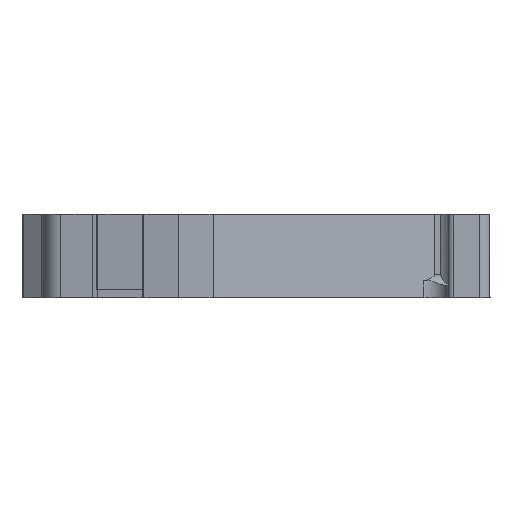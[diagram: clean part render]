
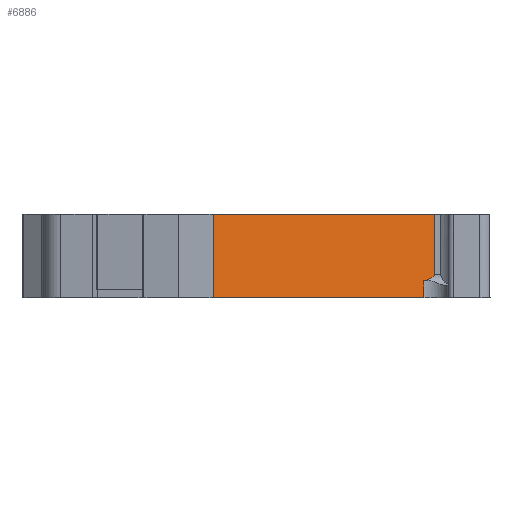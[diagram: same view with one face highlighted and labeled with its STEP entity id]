
A CAD part, left-side view. The second image highlights one B-rep face of the part: STEP entity #6886.
In plain terms, the highlighted planar face has unit normal (-0.985, -0.175, 0).
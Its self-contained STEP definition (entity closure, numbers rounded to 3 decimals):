
#12 = VECTOR ( 'NONE', #6251, 1000. ) ;
#196 = CARTESIAN_POINT ( 'NONE',  ( -27.82, 28.857, 57.448 ) ) ;
#261 = VERTEX_POINT ( 'NONE', #4272 ) ;
#374 = LINE ( 'NONE', #8896, #2248 ) ;
#555 = VECTOR ( 'NONE', #9555, 1000. ) ;
#700 = VECTOR ( 'NONE', #5836, 1000. ) ;
#839 = ORIENTED_EDGE ( 'NONE', *, *, #6086, .T. ) ;
#949 = CARTESIAN_POINT ( 'NONE',  ( -31.407, 49.083, 63.822 ) ) ;
#1043 = DIRECTION ( 'NONE',  ( -0.175, 0.985, 0. ) ) ;
#1093 = CARTESIAN_POINT ( 'NONE',  ( -27.639, 27.836, 58.022 ) ) ;
#1385 = CARTESIAN_POINT ( 'NONE',  ( -27.639, 27.836, 63.822 ) ) ;
#1401 = EDGE_LOOP ( 'NONE', ( #8860, #5920, #8164, #8608, #839, #6159 ) ) ;
#1532 = VERTEX_POINT ( 'NONE', #7659 ) ;
#1586 = DIRECTION ( 'NONE',  ( 0., 0., 1. ) ) ;
#2248 = VECTOR ( 'NONE', #1586, 1000. ) ;
#2346 = VERTEX_POINT ( 'NONE', #7106 ) ;
#2881 = CARTESIAN_POINT ( 'NONE',  ( -31.407, 49.083, 55.822 ) ) ;
#3151 = EDGE_CURVE ( 'NONE', #261, #1532, #6535, .T. ) ;
#3292 = LINE ( 'NONE', #3573, #555 ) ;
#3367 = CARTESIAN_POINT ( 'NONE',  ( -27.702, 28.187, 57.617 ) ) ;
#3573 = CARTESIAN_POINT ( 'NONE',  ( -27.639, 27.836, 63.822 ) ) ;
#3691 = EDGE_CURVE ( 'NONE', #7087, #2346, #8315, .T. ) ;
#3727 = VECTOR ( 'NONE', #9323, 1000. ) ;
#4046 = LINE ( 'NONE', #6318, #12 ) ;
#4150 = CARTESIAN_POINT ( 'NONE',  ( -31.407, 49.083, 63.822 ) ) ;
#4272 = CARTESIAN_POINT ( 'NONE',  ( -31.407, 49.083, 55.822 ) ) ;
#4585 = EDGE_CURVE ( 'NONE', #1532, #6497, #4046, .T. ) ;
#4607 = CARTESIAN_POINT ( 'NONE',  ( -27.82, 28.857, 55.822 ) ) ;
#4701 = FACE_OUTER_BOUND ( 'NONE', #1401, .T. ) ;
#5051 = EDGE_CURVE ( 'NONE', #8326, #2346, #374, .T. ) ;
#5110 = CARTESIAN_POINT ( 'NONE',  ( -27.639, 27.836, 58.022 ) ) ;
#5836 = DIRECTION ( 'NONE',  ( 0.175, -0.985, 0. ) ) ;
#5874 = LINE ( 'NONE', #2881, #700 ) ;
#5920 = ORIENTED_EDGE ( 'NONE', *, *, #7103, .F. ) ;
#6086 = EDGE_CURVE ( 'NONE', #261, #8326, #5874, .T. ) ;
#6159 = ORIENTED_EDGE ( 'NONE', *, *, #5051, .T. ) ;
#6251 = DIRECTION ( 'NONE',  ( 0.175, -0.985, 0. ) ) ;
#6318 = CARTESIAN_POINT ( 'NONE',  ( -31.407, 49.083, 63.822 ) ) ;
#6347 = CARTESIAN_POINT ( 'NONE',  ( -27.639, 27.836, 57.815 ) ) ;
#6497 = VERTEX_POINT ( 'NONE', #1385 ) ;
#6535 = LINE ( 'NONE', #949, #3727 ) ;
#6886 = ADVANCED_FACE ( 'NONE', ( #4701 ), #7770, .F. ) ;
#7087 = VERTEX_POINT ( 'NONE', #5110 ) ;
#7103 = EDGE_CURVE ( 'NONE', #6497, #7087, #3292, .T. ) ;
#7106 = CARTESIAN_POINT ( 'NONE',  ( -27.82, 28.857, 57.448 ) ) ;
#7215 = AXIS2_PLACEMENT_3D ( 'NONE', #4150, #9273, #1043 ) ;
#7659 = CARTESIAN_POINT ( 'NONE',  ( -31.407, 49.083, 63.822 ) ) ;
#7770 = PLANE ( 'NONE',  #7215 ) ;
#8164 = ORIENTED_EDGE ( 'NONE', *, *, #4585, .F. ) ;
#8315 =( BOUNDED_CURVE ( )  B_SPLINE_CURVE ( 3, ( #1093, #6347, #3367, #196 ),
 .UNSPECIFIED., .F., .T. ) 
 B_SPLINE_CURVE_WITH_KNOTS ( ( 4, 4 ),
 ( 0., 0.611 ),
 .UNSPECIFIED. ) 
 CURVE ( )  GEOMETRIC_REPRESENTATION_ITEM ( )  RATIONAL_B_SPLINE_CURVE ( ( 1., 0.969, 0.969, 1. ) ) 
 REPRESENTATION_ITEM ( '' )  );
#8326 = VERTEX_POINT ( 'NONE', #4607 ) ;
#8608 = ORIENTED_EDGE ( 'NONE', *, *, #3151, .F. ) ;
#8860 = ORIENTED_EDGE ( 'NONE', *, *, #3691, .F. ) ;
#8896 = CARTESIAN_POINT ( 'NONE',  ( -27.82, 28.857, 57.022 ) ) ;
#9273 = DIRECTION ( 'NONE',  ( 0.985, 0.175, 0. ) ) ;
#9323 = DIRECTION ( 'NONE',  ( 0., 0., 1. ) ) ;
#9555 = DIRECTION ( 'NONE',  ( 0., 0., -1. ) ) ;
